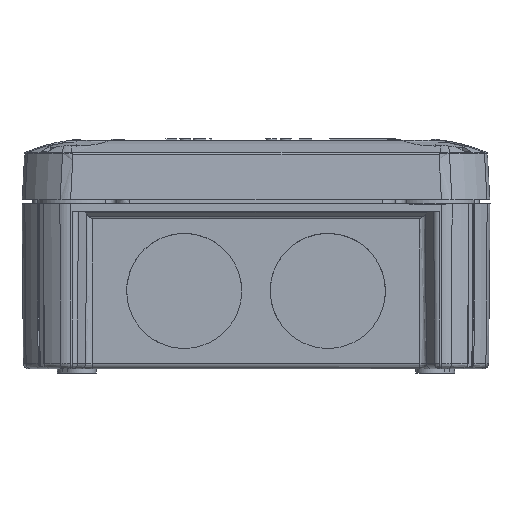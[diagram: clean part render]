
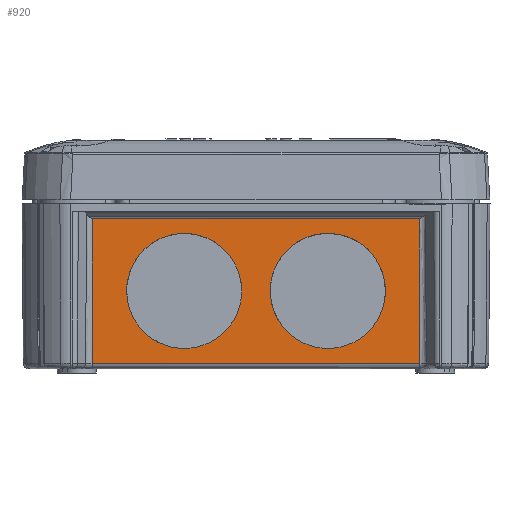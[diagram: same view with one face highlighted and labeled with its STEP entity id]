
A CAD part, front view. The second image highlights one B-rep face of the part: STEP entity #920.
In plain terms, the highlighted planar face has unit normal (0, -1, -0.009).
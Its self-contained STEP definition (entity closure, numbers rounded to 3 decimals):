
#71=FACE_BOUND('',#3564,.T.);
#72=FACE_BOUND('',#3565,.T.);
#920=ADVANCED_FACE('',(#2218,#71,#72),#21557,.T.);
#2218=FACE_OUTER_BOUND('',#3563,.T.);
#3563=EDGE_LOOP('',(#8599,#8600,#8601,#8602));
#3564=EDGE_LOOP('',(#8603,#8604));
#3565=EDGE_LOOP('',(#8605,#8606));
#8599=ORIENTED_EDGE('',*,*,#13297,.F.);
#8600=ORIENTED_EDGE('',*,*,#13330,.T.);
#8601=ORIENTED_EDGE('',*,*,#13331,.T.);
#8602=ORIENTED_EDGE('',*,*,#13332,.T.);
#8603=ORIENTED_EDGE('',*,*,#13334,.F.);
#8604=ORIENTED_EDGE('',*,*,#13333,.F.);
#8605=ORIENTED_EDGE('',*,*,#13335,.T.);
#8606=ORIENTED_EDGE('',*,*,#14125,.T.);
#13297=EDGE_CURVE('',#19652,#19653,#17390,.T.);
#13330=EDGE_CURVE('',#19652,#19696,#16049,.T.);
#13331=EDGE_CURVE('',#19696,#19697,#16050,.T.);
#13332=EDGE_CURVE('',#19697,#19653,#16051,.T.);
#13333=EDGE_CURVE('',#19640,#19641,#17408,.T.);
#13334=EDGE_CURVE('',#19641,#19640,#17409,.T.);
#13335=EDGE_CURVE('',#19699,#19698,#17410,.T.);
#14125=EDGE_CURVE('',#19698,#19699,#17848,.T.);
#16049=B_SPLINE_CURVE_WITH_KNOTS('',1,(#66497,#66498),.UNSPECIFIED.,.F.,
 .F.,(2,2),(269.305,304.448),.UNSPECIFIED.);
#16050=B_SPLINE_CURVE_WITH_KNOTS('',1,(#66499,#66500),.UNSPECIFIED.,.F.,
 .F.,(2,2),(304.448,384.343),.UNSPECIFIED.);
#16051=B_SPLINE_CURVE_WITH_KNOTS('',1,(#66501,#66502),.UNSPECIFIED.,.F.,
 .F.,(2,2),(384.343,419.495),.UNSPECIFIED.);
#17390=(
BOUNDED_CURVE()
B_SPLINE_CURVE(1,(#66247,#66248),.UNSPECIFIED.,.F.,.F.)
B_SPLINE_CURVE_WITH_KNOTS((2,2),(-40.676,39.22),
 .UNSPECIFIED.)
CURVE()
GEOMETRIC_REPRESENTATION_ITEM()
RATIONAL_B_SPLINE_CURVE((1.,1.))
REPRESENTATION_ITEM('')
);
#17408=(
BOUNDED_CURVE()
B_SPLINE_CURVE(2,(#66503,#66504,#66505,#66506,#66507),.UNSPECIFIED.,.F.,
 .F.)
B_SPLINE_CURVE_WITH_KNOTS((3,2,3),(-44.037,-22.019,
0.),.UNSPECIFIED.)
CURVE()
GEOMETRIC_REPRESENTATION_ITEM()
RATIONAL_B_SPLINE_CURVE((1.,0.707,1.,0.707,1.))
REPRESENTATION_ITEM('')
);
#17409=(
BOUNDED_CURVE()
B_SPLINE_CURVE(2,(#66508,#66509,#66510,#66511,#66512,#66513,#66514),
 .UNSPECIFIED.,.F.,.F.)
B_SPLINE_CURVE_WITH_KNOTS((3,2,2,3),(-44.037,-26.285,
-8.533,0.),.UNSPECIFIED.)
CURVE()
GEOMETRIC_REPRESENTATION_ITEM()
RATIONAL_B_SPLINE_CURVE((1.,0.806,1.,0.806,1.,0.954,
1.))
REPRESENTATION_ITEM('')
);
#17410=(
BOUNDED_CURVE()
B_SPLINE_CURVE(2,(#66515,#66516,#66517,#66518,#66519,#66520,#66521),
 .UNSPECIFIED.,.F.,.F.)
B_SPLINE_CURVE_WITH_KNOTS((3,2,2,3),(0.,17.752,35.504,
44.037),.UNSPECIFIED.)
CURVE()
GEOMETRIC_REPRESENTATION_ITEM()
RATIONAL_B_SPLINE_CURVE((1.,0.806,1.,0.806,1.,0.954,
1.))
REPRESENTATION_ITEM('')
);
#17848=(
BOUNDED_CURVE()
B_SPLINE_CURVE(2,(#70202,#70203,#70204,#70205,#70206),.UNSPECIFIED.,.F.,
 .F.)
B_SPLINE_CURVE_WITH_KNOTS((3,2,3),(0.,22.019,44.037),
 .UNSPECIFIED.)
CURVE()
GEOMETRIC_REPRESENTATION_ITEM()
RATIONAL_B_SPLINE_CURVE((1.,0.707,1.,0.707,1.))
REPRESENTATION_ITEM('')
);
#19640=VERTEX_POINT('',#65182);
#19641=VERTEX_POINT('',#65183);
#19652=VERTEX_POINT('',#65194);
#19653=VERTEX_POINT('',#65195);
#19696=VERTEX_POINT('',#65238);
#19697=VERTEX_POINT('',#65239);
#19698=VERTEX_POINT('',#65240);
#19699=VERTEX_POINT('',#65241);
#21557=PLANE('',#22252);
#22252=AXIS2_PLACEMENT_3D('',#50602,#22862,$);
#22862=DIRECTION('',(0.,-1.,-0.009));
#50602=CARTESIAN_POINT('',(-47.937,-52.031,41.898));
#65182=CARTESIAN_POINT('',(-31.516,-51.847,20.842));
#65183=CARTESIAN_POINT('',(-3.481,-51.847,20.842));
#65194=CARTESIAN_POINT('',(39.949,-51.693,3.231));
#65195=CARTESIAN_POINT('',(-39.946,-51.693,3.231));
#65238=CARTESIAN_POINT('',(39.949,-52.,38.373));
#65239=CARTESIAN_POINT('',(-39.946,-52.,38.381));
#65240=CARTESIAN_POINT('',(31.519,-51.847,20.842));
#65241=CARTESIAN_POINT('',(3.484,-51.847,20.842));
#66247=CARTESIAN_POINT('',(39.949,-51.693,3.231));
#66248=CARTESIAN_POINT('',(-39.946,-51.693,3.231));
#66497=CARTESIAN_POINT('',(39.949,-51.693,3.231));
#66498=CARTESIAN_POINT('',(39.949,-52.,38.373));
#66499=CARTESIAN_POINT('',(39.949,-52.,38.373));
#66500=CARTESIAN_POINT('',(-39.946,-52.,38.381));
#66501=CARTESIAN_POINT('',(-39.946,-52.,38.381));
#66502=CARTESIAN_POINT('',(-39.946,-51.693,3.231));
#66503=CARTESIAN_POINT('',(-31.516,-51.847,20.842));
#66504=CARTESIAN_POINT('',(-31.516,-51.725,6.825));
#66505=CARTESIAN_POINT('',(-17.499,-51.725,6.825));
#66506=CARTESIAN_POINT('',(-3.481,-51.725,6.825));
#66507=CARTESIAN_POINT('',(-3.481,-51.847,20.842));
#66508=CARTESIAN_POINT('',(-3.481,-51.847,20.842));
#66509=CARTESIAN_POINT('',(-3.481,-51.937,31.131));
#66510=CARTESIAN_POINT('',(-13.298,-51.964,34.214));
#66511=CARTESIAN_POINT('',(-23.114,-51.991,37.298));
#66512=CARTESIAN_POINT('',(-28.998,-51.917,28.857));
#66513=CARTESIAN_POINT('',(-31.516,-51.885,25.245));
#66514=CARTESIAN_POINT('',(-31.516,-51.847,20.842));
#66515=CARTESIAN_POINT('',(3.484,-51.847,20.842));
#66516=CARTESIAN_POINT('',(3.484,-51.937,31.131));
#66517=CARTESIAN_POINT('',(13.3,-51.964,34.214));
#66518=CARTESIAN_POINT('',(23.116,-51.991,37.298));
#66519=CARTESIAN_POINT('',(29.,-51.917,28.857));
#66520=CARTESIAN_POINT('',(31.519,-51.885,25.245));
#66521=CARTESIAN_POINT('',(31.519,-51.847,20.842));
#70202=CARTESIAN_POINT('',(31.519,-51.847,20.842));
#70203=CARTESIAN_POINT('',(31.519,-51.725,6.825));
#70204=CARTESIAN_POINT('',(17.501,-51.725,6.825));
#70205=CARTESIAN_POINT('',(3.484,-51.725,6.825));
#70206=CARTESIAN_POINT('',(3.484,-51.847,20.842));
